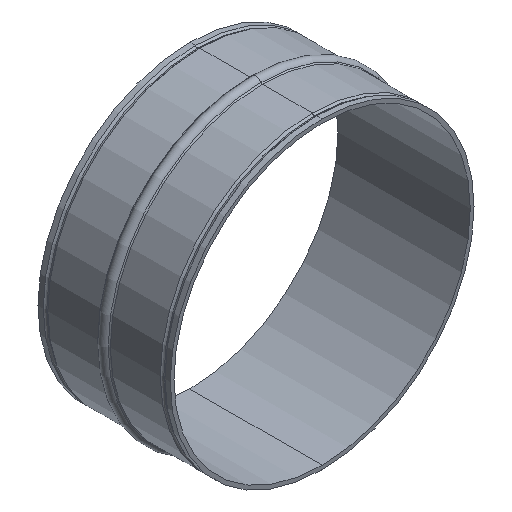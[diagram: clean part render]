
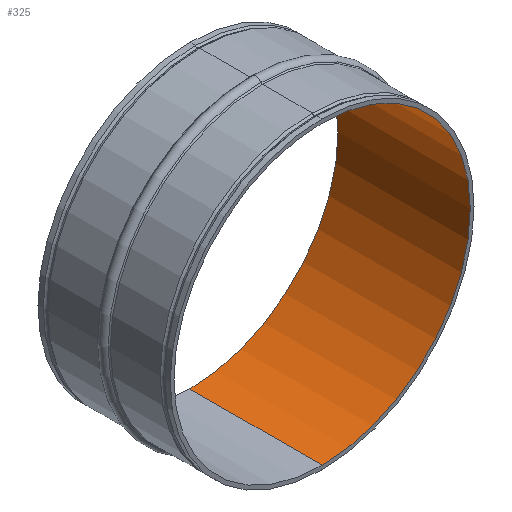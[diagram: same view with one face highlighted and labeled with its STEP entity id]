
A CAD part, isometric view. The second image highlights one B-rep face of the part: STEP entity #325.
In plain terms, the highlighted cylindrical face has radius 97.5 mm (diameter 195 mm), a partial arc.
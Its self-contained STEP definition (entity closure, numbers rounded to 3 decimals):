
#35 = DIRECTION ( 'NONE',  ( 0., -1., 0. ) ) ;
#40 = CIRCLE ( 'NONE', #225, 97.5 ) ;
#44 = VERTEX_POINT ( 'NONE', #63 ) ;
#63 = CARTESIAN_POINT ( 'NONE',  ( 0., 0., -97.5 ) ) ;
#90 = VERTEX_POINT ( 'NONE', #128 ) ;
#123 = DIRECTION ( 'NONE',  ( 0., -1., 0. ) ) ;
#127 = CARTESIAN_POINT ( 'NONE',  ( 0., 0., 97.5 ) ) ;
#128 = CARTESIAN_POINT ( 'NONE',  ( 0., 87., -97.5 ) ) ;
#163 = DIRECTION ( 'NONE',  ( 0., -1., 0. ) ) ;
#179 = CARTESIAN_POINT ( 'NONE',  ( 0., 0., 97.5 ) ) ;
#208 = CIRCLE ( 'NONE', #252, 97.5 ) ;
#225 = AXIS2_PLACEMENT_3D ( 'NONE', #543, #163, #318 ) ;
#230 = LINE ( 'NONE', #179, #632 ) ;
#249 = VERTEX_POINT ( 'NONE', #127 ) ;
#252 = AXIS2_PLACEMENT_3D ( 'NONE', #481, #35, #372 ) ;
#258 = FACE_OUTER_BOUND ( 'NONE', #599, .T. ) ;
#273 = EDGE_CURVE ( 'NONE', #90, #436, #208, .T. ) ;
#299 = LINE ( 'NONE', #468, #388 ) ;
#318 = DIRECTION ( 'NONE',  ( 0., 0., -1. ) ) ;
#325 = ADVANCED_FACE ( 'NONE', ( #258 ), #366, .F. ) ;
#353 = ORIENTED_EDGE ( 'NONE', *, *, #424, .T. ) ;
#354 = DIRECTION ( 'NONE',  ( 0., -1., 0. ) ) ;
#362 = DIRECTION ( 'NONE',  ( 0., -1., 0. ) ) ;
#366 = CYLINDRICAL_SURFACE ( 'NONE', #693, 97.5 ) ;
#372 = DIRECTION ( 'NONE',  ( 0., 0., -1. ) ) ;
#388 = VECTOR ( 'NONE', #354, 1000. ) ;
#418 = DIRECTION ( 'NONE',  ( 0., 0., -1. ) ) ;
#424 = EDGE_CURVE ( 'NONE', #44, #249, #40, .T. ) ;
#436 = VERTEX_POINT ( 'NONE', #442 ) ;
#442 = CARTESIAN_POINT ( 'NONE',  ( 0., 87., 97.5 ) ) ;
#468 = CARTESIAN_POINT ( 'NONE',  ( 0., 0., -97.5 ) ) ;
#481 = CARTESIAN_POINT ( 'NONE',  ( 0., 87., 0. ) ) ;
#507 = ORIENTED_EDGE ( 'NONE', *, *, #675, .T. ) ;
#543 = CARTESIAN_POINT ( 'NONE',  ( 0., 0., 0. ) ) ;
#599 = EDGE_LOOP ( 'NONE', ( #699, #629, #507, #353 ) ) ;
#619 = EDGE_CURVE ( 'NONE', #436, #249, #230, .T. ) ;
#629 = ORIENTED_EDGE ( 'NONE', *, *, #273, .F. ) ;
#632 = VECTOR ( 'NONE', #123, 1000. ) ;
#675 = EDGE_CURVE ( 'NONE', #90, #44, #299, .T. ) ;
#693 = AXIS2_PLACEMENT_3D ( 'NONE', #698, #362, #418 ) ;
#698 = CARTESIAN_POINT ( 'NONE',  ( 0., 0., 0. ) ) ;
#699 = ORIENTED_EDGE ( 'NONE', *, *, #619, .F. ) ;
